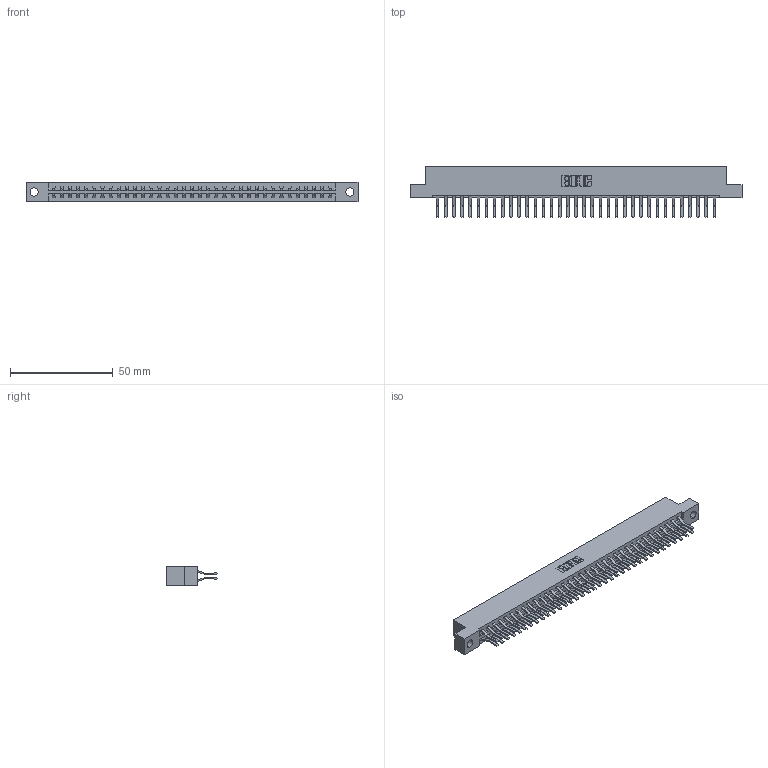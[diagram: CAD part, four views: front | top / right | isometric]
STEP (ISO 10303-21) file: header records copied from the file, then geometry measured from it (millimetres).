
FILE_DESCRIPTION (( 'STEP AP203' ), '1' );
FILE_NAME ('387-070-560-204.STEP', '2019-10-21T23:16:38', ( '' ), ( '' ), 'SwSTEP 2.0', 'SolidWorks 2016', '' );
FILE_SCHEMA (( 'CONFIG_CONTROL_DESIGN' ));
Length unit declared in the file: inch
Products named in the file (3): 387-070-560-204; 345-292-001_560 Tail; 337 Part_Flush Mounting Lugs - 0.156 Dia-TH
Assembly tree (71 placements, depth 2):
  387-070-560-204
    337 Part_Flush Mounting Lugs - 0.156 Dia-TH
    345-292-001_560 Tail  x70
Bounding box: 161.7 x 24.78 x 9.4 mm (x, y, z)
Volume: 17318.6 mm3; surface area: 20636.1 mm2
Topology: 71 solids, 71 shells, 4034 faces, 12001 edges, 7906 vertices
Faces by surface type: plane 2730, cylinder 1304
Entity records: 28133 total; most frequent: CARTESIAN_POINT 4746, ORIENTED_EDGE 4682, DIRECTION 4053, EDGE_CURVE 2341, LINE 2209, VECTOR 2209, VERTEX_POINT 1558, AXIS2_PLACEMENT_3D 922
